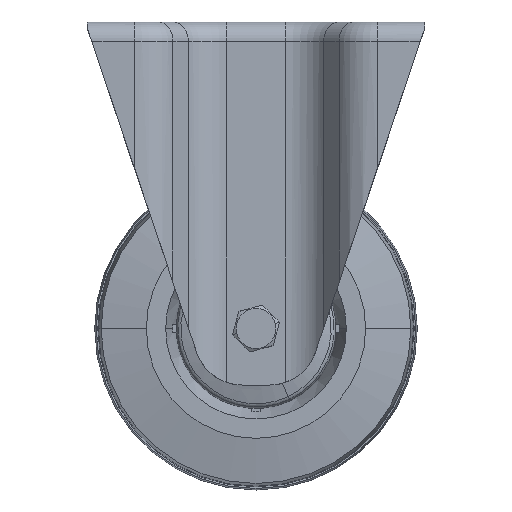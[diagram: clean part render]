
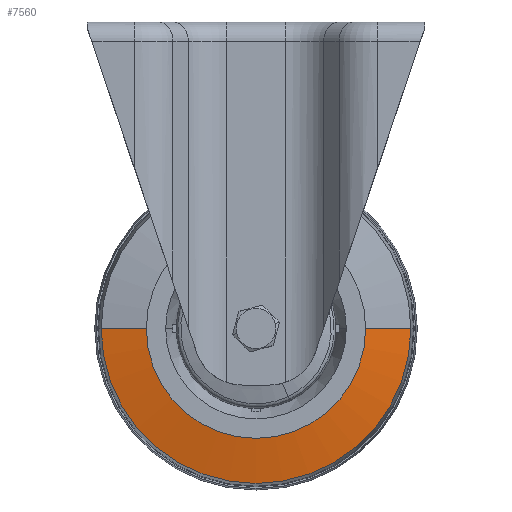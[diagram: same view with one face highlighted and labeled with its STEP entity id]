
A CAD part, top view. The second image highlights one B-rep face of the part: STEP entity #7560.
In plain terms, the highlighted conical face has half-angle 79.406 degrees and reference radius 48 mm.
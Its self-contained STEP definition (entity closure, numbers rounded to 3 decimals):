
#6839 = VERTEX_POINT('',#6840);
#6840 = CARTESIAN_POINT('',(-48.,0.,12.882));
#6841 = VERTEX_POINT('',#6842);
#6842 = CARTESIAN_POINT('',(48.,0.,12.882));
#6857 = CONICAL_SURFACE('',#6858,48.,1.386);
#6858 = AXIS2_PLACEMENT_3D('',#6859,#6860,#6861);
#6859 = CARTESIAN_POINT('',(0.,0.,12.882));
#6860 = DIRECTION('',(-0.,-0.,-1.));
#6861 = DIRECTION('',(-1.,0.,0.));
#6883 = CONICAL_SURFACE('',#6884,48.767,0.154);
#6884 = AXIS2_PLACEMENT_3D('',#6885,#6886,#6887);
#6885 = CARTESIAN_POINT('',(0.,0.,7.941));
#6886 = DIRECTION('',(-0.,-0.,-1.));
#6887 = DIRECTION('',(-1.,0.,0.));
#6921 = VERTEX_POINT('',#6922);
#6922 = CARTESIAN_POINT('',(-34.,0.,15.5));
#6923 = VERTEX_POINT('',#6924);
#6924 = CARTESIAN_POINT('',(34.,0.,15.5));
#6939 = PLANE('',#6940);
#6940 = AXIS2_PLACEMENT_3D('',#6941,#6942,#6943);
#6941 = CARTESIAN_POINT('',(0.,30.462,15.5));
#6942 = DIRECTION('',(0.,0.,1.));
#6943 = DIRECTION('',(1.,0.,-0.));
#6955 = EDGE_CURVE('',#6923,#6841,#6956,.T.);
#6956 = SURFACE_CURVE('',#6957,(#6961,#6968),.PCURVE_S1.);
#6957 = LINE('',#6958,#6959);
#6958 = CARTESIAN_POINT('',(48.,0.,12.882));
#6959 = VECTOR('',#6960,1.);
#6960 = DIRECTION('',(0.983,0.,-0.184)
  );
#6961 = PCURVE('',#6857,#6962);
#6962 = DEFINITIONAL_REPRESENTATION('',(#6963),#6967);
#6963 = LINE('',#6964,#6965);
#6964 = CARTESIAN_POINT('',(3.142,0.));
#6965 = VECTOR('',#6966,1.);
#6966 = DIRECTION('',(0.,1.));
#6967 = ( GEOMETRIC_REPRESENTATION_CONTEXT(2) 
PARAMETRIC_REPRESENTATION_CONTEXT() REPRESENTATION_CONTEXT('2D SPACE',''
  ) );
#6968 = PCURVE('',#6969,#6974);
#6969 = CONICAL_SURFACE('',#6970,48.,1.386);
#6970 = AXIS2_PLACEMENT_3D('',#6971,#6972,#6973);
#6971 = CARTESIAN_POINT('',(0.,0.,12.882));
#6972 = DIRECTION('',(-0.,-0.,-1.));
#6973 = DIRECTION('',(-1.,0.,0.));
#6974 = DEFINITIONAL_REPRESENTATION('',(#6975),#6979);
#6975 = LINE('',#6976,#6977);
#6976 = CARTESIAN_POINT('',(3.142,0.));
#6977 = VECTOR('',#6978,1.);
#6978 = DIRECTION('',(0.,1.));
#6979 = ( GEOMETRIC_REPRESENTATION_CONTEXT(2) 
PARAMETRIC_REPRESENTATION_CONTEXT() REPRESENTATION_CONTEXT('2D SPACE',''
  ) );
#6982 = EDGE_CURVE('',#6921,#6839,#6983,.T.);
#6983 = SURFACE_CURVE('',#6984,(#6988,#6995),.PCURVE_S1.);
#6984 = LINE('',#6985,#6986);
#6985 = CARTESIAN_POINT('',(-48.,0.,12.882));
#6986 = VECTOR('',#6987,1.);
#6987 = DIRECTION('',(-0.983,0.,-0.184));
#6988 = PCURVE('',#6857,#6989);
#6989 = DEFINITIONAL_REPRESENTATION('',(#6990),#6994);
#6990 = LINE('',#6991,#6992);
#6991 = CARTESIAN_POINT('',(0.,0.));
#6992 = VECTOR('',#6993,1.);
#6993 = DIRECTION('',(0.,1.));
#6994 = ( GEOMETRIC_REPRESENTATION_CONTEXT(2) 
PARAMETRIC_REPRESENTATION_CONTEXT() REPRESENTATION_CONTEXT('2D SPACE',''
  ) );
#6995 = PCURVE('',#6969,#6996);
#6996 = DEFINITIONAL_REPRESENTATION('',(#6997),#7001);
#6997 = LINE('',#6998,#6999);
#6998 = CARTESIAN_POINT('',(6.283,0.));
#6999 = VECTOR('',#7000,1.);
#7000 = DIRECTION('',(0.,1.));
#7001 = ( GEOMETRIC_REPRESENTATION_CONTEXT(2) 
PARAMETRIC_REPRESENTATION_CONTEXT() REPRESENTATION_CONTEXT('2D SPACE',''
  ) );
#7535 = EDGE_CURVE('',#6923,#6921,#7536,.T.);
#7536 = SURFACE_CURVE('',#7537,(#7542,#7553),.PCURVE_S1.);
#7537 = CIRCLE('',#7538,34.);
#7538 = AXIS2_PLACEMENT_3D('',#7539,#7540,#7541);
#7539 = CARTESIAN_POINT('',(0.,0.,15.5));
#7540 = DIRECTION('',(-0.,0.,-1.));
#7541 = DIRECTION('',(-1.,0.,0.));
#7542 = PCURVE('',#6939,#7543);
#7543 = DEFINITIONAL_REPRESENTATION('',(#7544),#7552);
#7544 = ( BOUNDED_CURVE() B_SPLINE_CURVE(2,(#7545,#7546,#7547,#7548,
#7549,#7550,#7551),.UNSPECIFIED.,.T.,.F.) B_SPLINE_CURVE_WITH_KNOTS((1,2
    ,2,2,2,1),(-2.094,0.,2.094,4.189,
6.283,8.378),.UNSPECIFIED.) CURVE() 
GEOMETRIC_REPRESENTATION_ITEM() RATIONAL_B_SPLINE_CURVE((1.,0.5,1.,0.5,
1.,0.5,1.)) REPRESENTATION_ITEM('') );
#7545 = CARTESIAN_POINT('',(-34.,-30.462));
#7546 = CARTESIAN_POINT('',(-34.,28.428));
#7547 = CARTESIAN_POINT('',(17.,-1.017));
#7548 = CARTESIAN_POINT('',(68.,-30.462));
#7549 = CARTESIAN_POINT('',(17.,-59.907));
#7550 = CARTESIAN_POINT('',(-34.,-89.352));
#7551 = CARTESIAN_POINT('',(-34.,-30.462));
#7552 = ( GEOMETRIC_REPRESENTATION_CONTEXT(2) 
PARAMETRIC_REPRESENTATION_CONTEXT() REPRESENTATION_CONTEXT('2D SPACE',''
  ) );
#7553 = PCURVE('',#6969,#7554);
#7554 = DEFINITIONAL_REPRESENTATION('',(#7555),#7559);
#7555 = LINE('',#7556,#7557);
#7556 = CARTESIAN_POINT('',(0.,-2.618));
#7557 = VECTOR('',#7558,1.);
#7558 = DIRECTION('',(1.,0.));
#7559 = ( GEOMETRIC_REPRESENTATION_CONTEXT(2) 
PARAMETRIC_REPRESENTATION_CONTEXT() REPRESENTATION_CONTEXT('2D SPACE',''
  ) );
#7560 = ADVANCED_FACE('',(#7561),#6969,.T.);
#7561 = FACE_BOUND('',#7562,.T.);
#7562 = EDGE_LOOP('',(#7563,#7564,#7565,#7566));
#7563 = ORIENTED_EDGE('',*,*,#6955,.F.);
#7564 = ORIENTED_EDGE('',*,*,#7535,.T.);
#7565 = ORIENTED_EDGE('',*,*,#6982,.T.);
#7566 = ORIENTED_EDGE('',*,*,#7567,.F.);
#7567 = EDGE_CURVE('',#6841,#6839,#7568,.T.);
#7568 = SURFACE_CURVE('',#7569,(#7574,#7581),.PCURVE_S1.);
#7569 = CIRCLE('',#7570,48.);
#7570 = AXIS2_PLACEMENT_3D('',#7571,#7572,#7573);
#7571 = CARTESIAN_POINT('',(0.,0.,12.882));
#7572 = DIRECTION('',(-0.,0.,-1.));
#7573 = DIRECTION('',(-1.,0.,0.));
#7574 = PCURVE('',#6969,#7575);
#7575 = DEFINITIONAL_REPRESENTATION('',(#7576),#7580);
#7576 = LINE('',#7577,#7578);
#7577 = CARTESIAN_POINT('',(0.,0.));
#7578 = VECTOR('',#7579,1.);
#7579 = DIRECTION('',(1.,0.));
#7580 = ( GEOMETRIC_REPRESENTATION_CONTEXT(2) 
PARAMETRIC_REPRESENTATION_CONTEXT() REPRESENTATION_CONTEXT('2D SPACE',''
  ) );
#7581 = PCURVE('',#6883,#7582);
#7582 = DEFINITIONAL_REPRESENTATION('',(#7583),#7587);
#7583 = LINE('',#7584,#7585);
#7584 = CARTESIAN_POINT('',(0.,-4.941));
#7585 = VECTOR('',#7586,1.);
#7586 = DIRECTION('',(1.,0.));
#7587 = ( GEOMETRIC_REPRESENTATION_CONTEXT(2) 
PARAMETRIC_REPRESENTATION_CONTEXT() REPRESENTATION_CONTEXT('2D SPACE',''
  ) );
